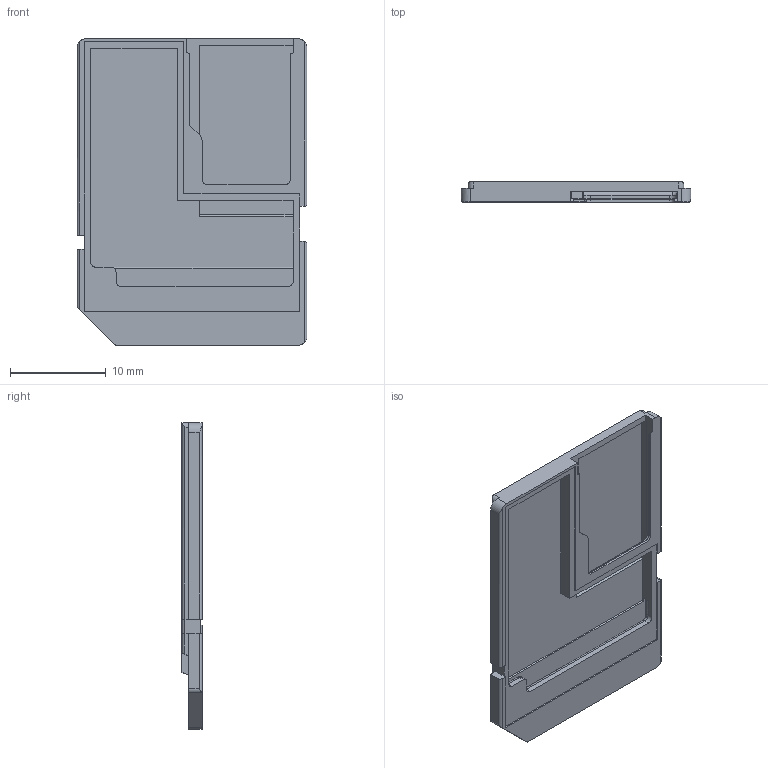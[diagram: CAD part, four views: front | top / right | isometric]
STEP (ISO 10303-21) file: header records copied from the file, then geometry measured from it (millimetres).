
FILE_DESCRIPTION(/* description */ (''),/* implementation_level */ '2;1');
FILE_NAME(/* name */ 'virtualGimbal_sdcard_rev. 4.1.step',/* time_stamp */ '2018-12-03T07:05:12+09:00',/* author */ ('virtualGimbal'),/* organization */ (''),/* preprocessor_version */ 'ST-DEVELOPER v17.2',/* originating_system */ 'Autodesk Translation Framework v7.6.0.251',/* authorisation */ '');
FILE_SCHEMA (('AUTOMOTIVE_DESIGN { 1 0 10303 214 3 1 1 }'));
Length unit declared in the file: millimetre
Products named in the file (1): rev. 4.1
Bounding box: 24 x 2.1 x 32 mm (x, y, z)
Volume: 653.4 mm3; surface area: 1974.6 mm2
Topology: 1 solids, 1 shells, 133 faces, 362 edges, 228 vertices
Faces by surface type: plane 72, cylinder 46, torus 12, cone 2, sphere 1
Entity records: 4287 total; most frequent: CARTESIAN_POINT 850, ORIENTED_EDGE 724, DIRECTION 703, EDGE_CURVE 362, LINE 249, VECTOR 249, VERTEX_POINT 228, AXIS2_PLACEMENT_3D 227
